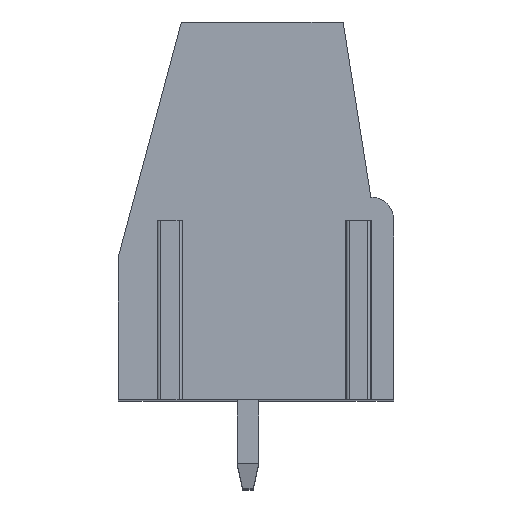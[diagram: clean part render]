
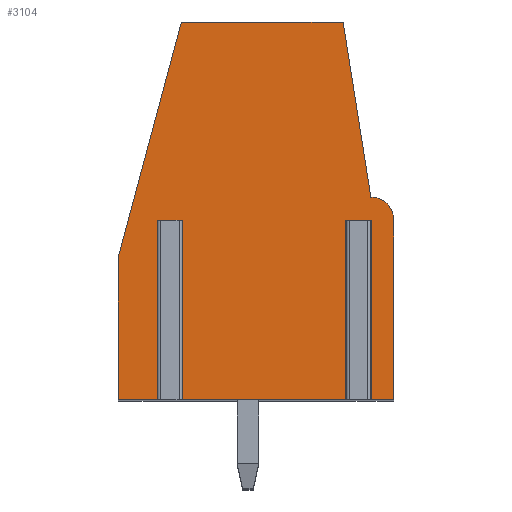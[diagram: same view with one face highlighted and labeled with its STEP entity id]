
A CAD part, top view. The second image highlights one B-rep face of the part: STEP entity #3104.
In plain terms, the highlighted planar face has unit normal (0, 0, 1).
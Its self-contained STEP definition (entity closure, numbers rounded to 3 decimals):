
#582=DIRECTION('',(1.,0.,0.));
#583=VECTOR('',#582,0.57);
#584=CARTESIAN_POINT('',(-3.485,-0.35,2.5));
#585=LINE('',#584,#583);
#586=DIRECTION('',(0.,1.,0.));
#587=VECTOR('',#586,6.65);
#588=CARTESIAN_POINT('',(-3.485,-7.,2.5));
#589=LINE('',#588,#587);
#590=DIRECTION('',(1.,0.,0.));
#591=VECTOR('',#590,1.615);
#592=CARTESIAN_POINT('',(-5.1,-7.,2.5));
#593=LINE('',#592,#591);
#594=DIRECTION('',(0.,-1.,0.));
#595=VECTOR('',#594,5.3);
#596=CARTESIAN_POINT('',(-5.1,-1.7,2.5));
#597=LINE('',#596,#595);
#598=DIRECTION('',(-0.259,-0.966,0.));
#599=VECTOR('',#598,9.007);
#600=CARTESIAN_POINT('',(-2.769,7.,2.5));
#601=LINE('',#600,#599);
#602=DIRECTION('',(-1.,0.,0.));
#603=VECTOR('',#602,6.);
#604=CARTESIAN_POINT('',(3.231,7.,2.5));
#605=LINE('',#604,#603);
#606=DIRECTION('',(-0.156,0.988,0.));
#607=VECTOR('',#606,6.581);
#608=CARTESIAN_POINT('',(4.261,0.5,2.5));
#609=LINE('',#608,#607);
#610=DIRECTION('',(-1.,0.,0.));
#611=VECTOR('',#610,0.039);
#612=CARTESIAN_POINT('',(4.3,0.5,2.5));
#613=LINE('',#612,#611);
#614=CARTESIAN_POINT('',(4.3,-0.3,2.5));
#615=DIRECTION('',(0.,0.,1.));
#616=DIRECTION('',(1.,0.,0.));
#617=AXIS2_PLACEMENT_3D('',#614,#615,#616);
#619=DIRECTION('',(0.,1.,0.));
#620=VECTOR('',#619,6.7);
#621=CARTESIAN_POINT('',(5.1,-7.,2.5));
#622=LINE('',#621,#620);
#623=DIRECTION('',(1.,0.,0.));
#624=VECTOR('',#623,1.015);
#625=CARTESIAN_POINT('',(4.085,-7.,2.5));
#626=LINE('',#625,#624);
#627=DIRECTION('',(0.,1.,0.));
#628=VECTOR('',#627,6.65);
#629=CARTESIAN_POINT('',(4.085,-7.,2.5));
#630=LINE('',#629,#628);
#631=DIRECTION('',(1.,0.,0.));
#632=VECTOR('',#631,0.57);
#633=CARTESIAN_POINT('',(3.515,-0.35,2.5));
#634=LINE('',#633,#632);
#635=DIRECTION('',(0.,1.,0.));
#636=VECTOR('',#635,6.65);
#637=CARTESIAN_POINT('',(3.515,-7.,2.5));
#638=LINE('',#637,#636);
#639=DIRECTION('',(1.,0.,0.));
#640=VECTOR('',#639,6.43);
#641=CARTESIAN_POINT('',(-2.915,-7.,2.5));
#642=LINE('',#641,#640);
#643=DIRECTION('',(0.,1.,0.));
#644=VECTOR('',#643,6.65);
#645=CARTESIAN_POINT('',(-2.915,-7.,2.5));
#646=LINE('',#645,#644);
#1927=CARTESIAN_POINT('',(-2.769,7.,2.5));
#1928=CARTESIAN_POINT('',(-5.1,-1.7,2.5));
#1929=VERTEX_POINT('',#1927);
#1930=VERTEX_POINT('',#1928);
#1931=CARTESIAN_POINT('',(-5.1,-7.,2.5));
#1932=VERTEX_POINT('',#1931);
#1933=CARTESIAN_POINT('',(5.1,-7.,2.5));
#1934=CARTESIAN_POINT('',(5.1,-0.3,2.5));
#1935=VERTEX_POINT('',#1933);
#1936=VERTEX_POINT('',#1934);
#1937=CARTESIAN_POINT('',(4.3,0.5,2.5));
#1938=VERTEX_POINT('',#1937);
#1939=CARTESIAN_POINT('',(4.261,0.5,2.5));
#1940=VERTEX_POINT('',#1939);
#1941=CARTESIAN_POINT('',(3.231,7.,2.5));
#1942=VERTEX_POINT('',#1941);
#2023=CARTESIAN_POINT('',(-3.485,-0.35,2.5));
#2024=CARTESIAN_POINT('',(-2.915,-0.35,2.5));
#2025=VERTEX_POINT('',#2023);
#2026=VERTEX_POINT('',#2024);
#2027=CARTESIAN_POINT('',(3.515,-0.35,2.5));
#2028=CARTESIAN_POINT('',(4.085,-0.35,2.5));
#2029=VERTEX_POINT('',#2027);
#2030=VERTEX_POINT('',#2028);
#2031=CARTESIAN_POINT('',(-2.915,-7.,2.5));
#2032=VERTEX_POINT('',#2031);
#2033=CARTESIAN_POINT('',(-3.485,-7.,2.5));
#2034=VERTEX_POINT('',#2033);
#2035=CARTESIAN_POINT('',(4.085,-7.,2.5));
#2036=VERTEX_POINT('',#2035);
#2037=CARTESIAN_POINT('',(3.515,-7.,2.5));
#2038=VERTEX_POINT('',#2037);
#3075=CARTESIAN_POINT('',(0.,0.,2.5));
#3076=DIRECTION('',(0.,0.,1.));
#3077=DIRECTION('',(1.,0.,0.));
#3078=AXIS2_PLACEMENT_3D('',#3075,#3076,#3077);
#3079=PLANE('',#3078);
#3081=ORIENTED_EDGE('',*,*,#3080,.F.);
#3083=ORIENTED_EDGE('',*,*,#3082,.F.);
#3084=ORIENTED_EDGE('',*,*,#2649,.F.);
#3085=ORIENTED_EDGE('',*,*,#2890,.F.);
#3086=ORIENTED_EDGE('',*,*,#2904,.F.);
#3087=ORIENTED_EDGE('',*,*,#2918,.F.);
#3088=ORIENTED_EDGE('',*,*,#2968,.F.);
#3089=ORIENTED_EDGE('',*,*,#2982,.F.);
#3090=ORIENTED_EDGE('',*,*,#2996,.F.);
#3091=ORIENTED_EDGE('',*,*,#3009,.F.);
#3092=ORIENTED_EDGE('',*,*,#2673,.F.);
#3094=ORIENTED_EDGE('',*,*,#3093,.T.);
#3096=ORIENTED_EDGE('',*,*,#3095,.F.);
#3098=ORIENTED_EDGE('',*,*,#3097,.F.);
#3099=ORIENTED_EDGE('',*,*,#2661,.F.);
#3101=ORIENTED_EDGE('',*,*,#3100,.T.);
#3102=EDGE_LOOP('',(#3081,#3083,#3084,#3085,#3086,#3087,#3088,#3089,#3090,#3091,
#3092,#3094,#3096,#3098,#3099,#3101));
#3103=FACE_OUTER_BOUND('',#3102,.F.);
#618=CIRCLE('',#617,0.8);
#2649=EDGE_CURVE('',#1932,#2034,#593,.T.);
#2661=EDGE_CURVE('',#2032,#2038,#642,.T.);
#2673=EDGE_CURVE('',#2036,#1935,#626,.T.);
#2890=EDGE_CURVE('',#1930,#1932,#597,.T.);
#2904=EDGE_CURVE('',#1929,#1930,#601,.T.);
#2918=EDGE_CURVE('',#1942,#1929,#605,.T.);
#2968=EDGE_CURVE('',#1940,#1942,#609,.T.);
#2982=EDGE_CURVE('',#1938,#1940,#613,.T.);
#2996=EDGE_CURVE('',#1936,#1938,#618,.T.);
#3009=EDGE_CURVE('',#1935,#1936,#622,.T.);
#3080=EDGE_CURVE('',#2025,#2026,#585,.T.);
#3082=EDGE_CURVE('',#2034,#2025,#589,.T.);
#3093=EDGE_CURVE('',#2036,#2030,#630,.T.);
#3095=EDGE_CURVE('',#2029,#2030,#634,.T.);
#3097=EDGE_CURVE('',#2038,#2029,#638,.T.);
#3100=EDGE_CURVE('',#2032,#2026,#646,.T.);
#3104=ADVANCED_FACE('',(#3103),#3079,.T.);
